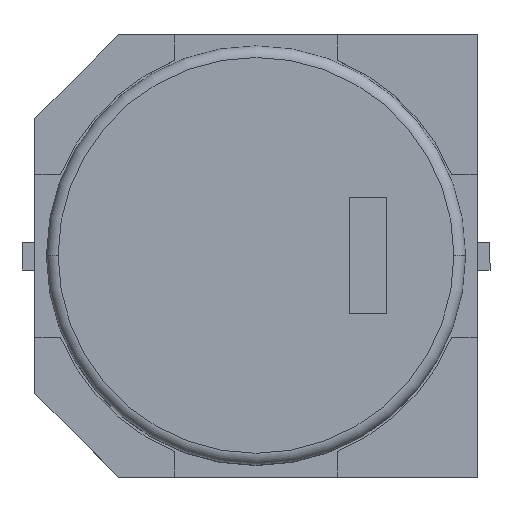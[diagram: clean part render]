
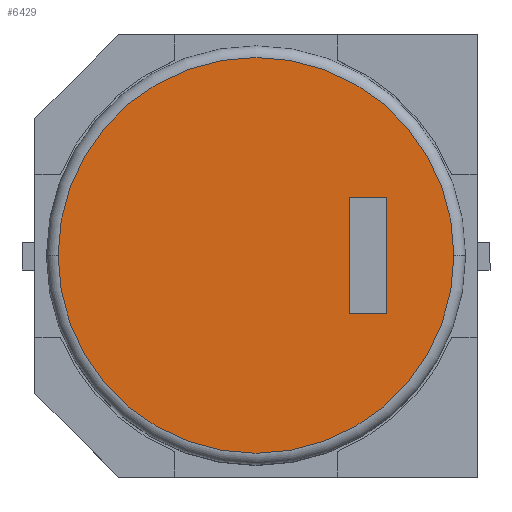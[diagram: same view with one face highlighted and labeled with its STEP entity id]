
A CAD part, top view. The second image highlights one B-rep face of the part: STEP entity #6429.
In plain terms, the highlighted planar face has unit normal (0, 0, 1).
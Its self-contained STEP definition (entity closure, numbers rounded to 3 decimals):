
#222 = LINE ( 'NONE', #4406, #11376 ) ;
#445 = FACE_BOUND ( 'NONE', #3521, .T. ) ;
#493 = CARTESIAN_POINT ( 'NONE',  ( 5.6, 0., 15. ) ) ;
#640 = LINE ( 'NONE', #1661, #1853 ) ;
#1142 = CARTESIAN_POINT ( 'NONE',  ( 4., 2.5, 15. ) ) ;
#1661 = CARTESIAN_POINT ( 'NONE',  ( 4., 0., 15. ) ) ;
#1717 = DIRECTION ( 'NONE',  ( 0., -1., 0. ) ) ;
#1721 = DIRECTION ( 'NONE',  ( 0., 0., -1. ) ) ;
#1809 = DIRECTION ( 'NONE',  ( 0., 0., 1. ) ) ;
#1853 = VECTOR ( 'NONE', #8021, 1000. ) ;
#1884 = VECTOR ( 'NONE', #1717, 1000. ) ;
#2012 = ORIENTED_EDGE ( 'NONE', *, *, #12901, .F. ) ;
#2548 = DIRECTION ( 'NONE',  ( 0., 0., -1. ) ) ;
#2558 = EDGE_LOOP ( 'NONE', ( #3658, #2012 ) ) ;
#2606 = CARTESIAN_POINT ( 'NONE',  ( 0., 0., 15. ) ) ;
#3517 = EDGE_CURVE ( 'NONE', #4988, #12242, #640, .T. ) ;
#3521 = EDGE_LOOP ( 'NONE', ( #7140, #11784, #13961, #8254 ) ) ;
#3658 = ORIENTED_EDGE ( 'NONE', *, *, #9738, .F. ) ;
#4120 = VERTEX_POINT ( 'NONE', #10715 ) ;
#4406 = CARTESIAN_POINT ( 'NONE',  ( 0., -2.5, 15. ) ) ;
#4459 = LINE ( 'NONE', #5324, #6694 ) ;
#4895 = CARTESIAN_POINT ( 'NONE',  ( 4., -2.5, 15. ) ) ;
#4988 = VERTEX_POINT ( 'NONE', #4895 ) ;
#5034 = LINE ( 'NONE', #493, #1884 ) ;
#5324 = CARTESIAN_POINT ( 'NONE',  ( 0., 2.5, 15. ) ) ;
#5845 = CARTESIAN_POINT ( 'NONE',  ( 8.5, 0., 15. ) ) ;
#6429 = ADVANCED_FACE ( 'NONE', ( #12474, #445 ), #10345, .T. ) ;
#6694 = VECTOR ( 'NONE', #9626, 1000. ) ;
#6933 = VERTEX_POINT ( 'NONE', #5845 ) ;
#6940 = DIRECTION ( 'NONE',  ( 1., 0., 0. ) ) ;
#7056 = DIRECTION ( 'NONE',  ( -1., 0., 0. ) ) ;
#7140 = ORIENTED_EDGE ( 'NONE', *, *, #8307, .T. ) ;
#7148 = CARTESIAN_POINT ( 'NONE',  ( 0., 0., 15. ) ) ;
#7272 = CARTESIAN_POINT ( 'NONE',  ( -8.5, 0., 15. ) ) ;
#7321 = CIRCLE ( 'NONE', #10029, 8.5 ) ;
#7466 = AXIS2_PLACEMENT_3D ( 'NONE', #9205, #1721, #13417 ) ;
#8021 = DIRECTION ( 'NONE',  ( 0., 1., 0. ) ) ;
#8254 = ORIENTED_EDGE ( 'NONE', *, *, #3517, .T. ) ;
#8307 = EDGE_CURVE ( 'NONE', #12242, #13108, #4459, .T. ) ;
#8352 = CIRCLE ( 'NONE', #7466, 8.5 ) ;
#8422 = EDGE_CURVE ( 'NONE', #13108, #4120, #5034, .T. ) ;
#8722 = DIRECTION ( 'NONE',  ( -1., 0., 0. ) ) ;
#9205 = CARTESIAN_POINT ( 'NONE',  ( 0., 0., 15. ) ) ;
#9626 = DIRECTION ( 'NONE',  ( 1., 0., 0. ) ) ;
#9719 = CARTESIAN_POINT ( 'NONE',  ( 5.6, 2.5, 15. ) ) ;
#9738 = EDGE_CURVE ( 'NONE', #6933, #10332, #8352, .T. ) ;
#10029 = AXIS2_PLACEMENT_3D ( 'NONE', #7148, #2548, #6940 ) ;
#10332 = VERTEX_POINT ( 'NONE', #7272 ) ;
#10345 = PLANE ( 'NONE',  #13196 ) ;
#10715 = CARTESIAN_POINT ( 'NONE',  ( 5.6, -2.5, 15. ) ) ;
#11376 = VECTOR ( 'NONE', #8722, 1000. ) ;
#11784 = ORIENTED_EDGE ( 'NONE', *, *, #8422, .T. ) ;
#12242 = VERTEX_POINT ( 'NONE', #1142 ) ;
#12474 = FACE_OUTER_BOUND ( 'NONE', #2558, .T. ) ;
#12901 = EDGE_CURVE ( 'NONE', #10332, #6933, #7321, .T. ) ;
#13108 = VERTEX_POINT ( 'NONE', #9719 ) ;
#13196 = AXIS2_PLACEMENT_3D ( 'NONE', #2606, #1809, #7056 ) ;
#13417 = DIRECTION ( 'NONE',  ( 1., 0., 0. ) ) ;
#13477 = EDGE_CURVE ( 'NONE', #4120, #4988, #222, .T. ) ;
#13961 = ORIENTED_EDGE ( 'NONE', *, *, #13477, .T. ) ;
